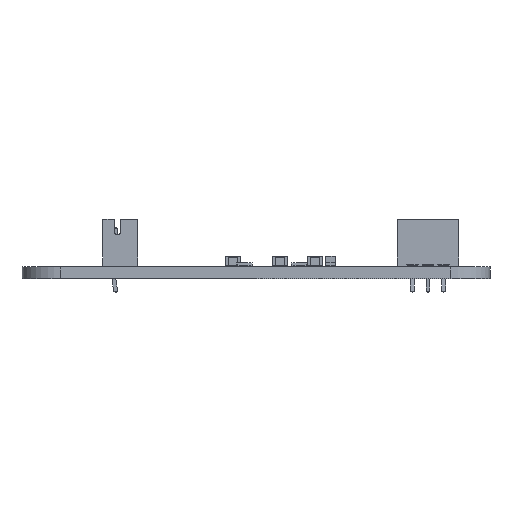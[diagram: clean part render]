
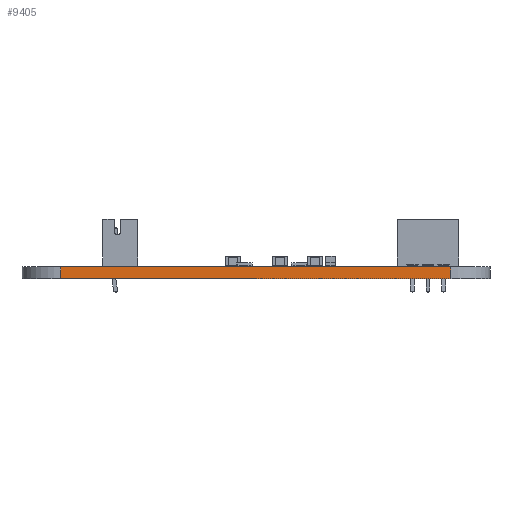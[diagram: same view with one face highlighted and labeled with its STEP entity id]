
A CAD part, left-side view. The second image highlights one B-rep face of the part: STEP entity #9405.
In plain terms, the highlighted planar face has unit normal (-1, 0, 0).
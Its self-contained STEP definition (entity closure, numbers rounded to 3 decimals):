
#8526 = VERTEX_POINT('',#8527);
#8527 = CARTESIAN_POINT('',(95.,-80.,0.));
#8534 = EDGE_CURVE('',#8535,#8526,#8537,.T.);
#8535 = VERTEX_POINT('',#8536);
#8536 = CARTESIAN_POINT('',(95.,-130.,0.));
#8537 = LINE('',#8538,#8539);
#8538 = CARTESIAN_POINT('',(95.,-130.,0.));
#8539 = VECTOR('',#8540,1.);
#8540 = DIRECTION('',(0.,1.,0.));
#8952 = VERTEX_POINT('',#8953);
#8953 = CARTESIAN_POINT('',(95.,-80.,1.51));
#8960 = EDGE_CURVE('',#8961,#8952,#8963,.T.);
#8961 = VERTEX_POINT('',#8962);
#8962 = CARTESIAN_POINT('',(95.,-130.,1.51));
#8963 = LINE('',#8964,#8965);
#8964 = CARTESIAN_POINT('',(95.,-130.,1.51));
#8965 = VECTOR('',#8966,1.);
#8966 = DIRECTION('',(0.,1.,0.));
#9375 = EDGE_CURVE('',#8526,#8952,#9376,.T.);
#9376 = LINE('',#9377,#9378);
#9377 = CARTESIAN_POINT('',(95.,-80.,0.));
#9378 = VECTOR('',#9379,1.);
#9379 = DIRECTION('',(0.,0.,1.));
#9405 = ADVANCED_FACE('',(#9406),#9417,.T.);
#9406 = FACE_BOUND('',#9407,.T.);
#9407 = EDGE_LOOP('',(#9408,#9414,#9415,#9416));
#9408 = ORIENTED_EDGE('',*,*,#9409,.T.);
#9409 = EDGE_CURVE('',#8535,#8961,#9410,.T.);
#9410 = LINE('',#9411,#9412);
#9411 = CARTESIAN_POINT('',(95.,-130.,0.));
#9412 = VECTOR('',#9413,1.);
#9413 = DIRECTION('',(0.,0.,1.));
#9414 = ORIENTED_EDGE('',*,*,#8960,.T.);
#9415 = ORIENTED_EDGE('',*,*,#9375,.F.);
#9416 = ORIENTED_EDGE('',*,*,#8534,.F.);
#9417 = PLANE('',#9418);
#9418 = AXIS2_PLACEMENT_3D('',#9419,#9420,#9421);
#9419 = CARTESIAN_POINT('',(95.,-130.,0.));
#9420 = DIRECTION('',(-1.,0.,0.));
#9421 = DIRECTION('',(0.,1.,0.));
